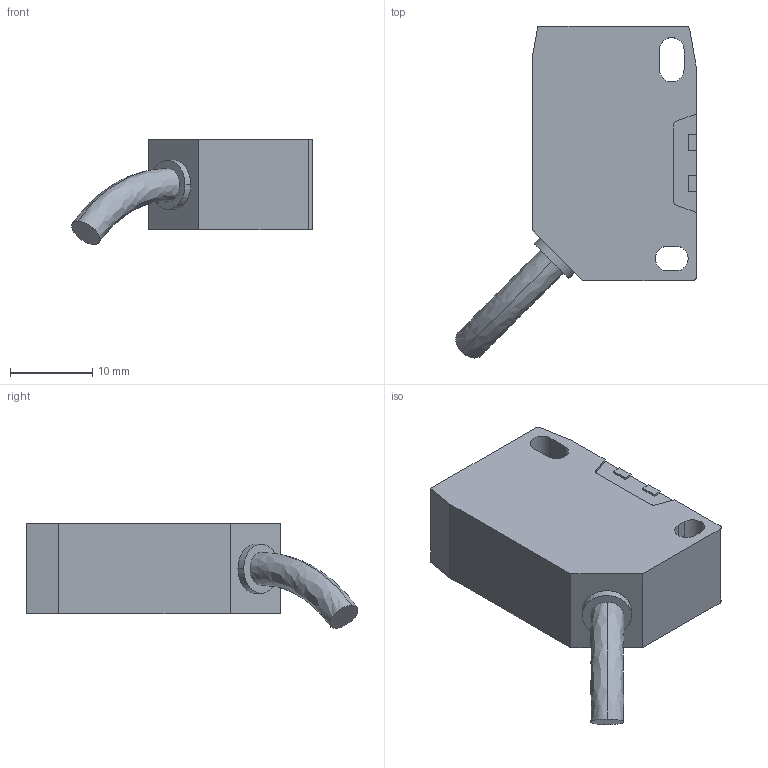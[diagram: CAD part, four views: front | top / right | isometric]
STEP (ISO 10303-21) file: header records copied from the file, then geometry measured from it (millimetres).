
FILE_DESCRIPTION (( 'STEP AP214' ), '1' );
FILE_NAME ('FERHD-0P-0A.step', '2018-04-12T22:05:39', ( '' ), ( '' ), 'SwSTEP 2.0', 'SolidWorks 2017', '' );
FILE_SCHEMA (( 'AUTOMOTIVE_DESIGN' ));
Length unit declared in the file: inch
Products named in the file (1): FERHD-0P-0A
Bounding box: 29.3 x 40.4 x 12.77 mm (x, y, z)
Volume: 6514.6 mm3; surface area: 2714.4 mm2
Topology: 1 solids, 1 shells, 54 faces, 150 edges, 100 vertices
Faces by surface type: plane 39, cylinder 13, bspline 2
Entity records: 1894 total; most frequent: CARTESIAN_POINT 445, ORIENTED_EDGE 300, DIRECTION 280, EDGE_CURVE 150, VECTOR 118, LINE 118, VERTEX_POINT 100, AXIS2_PLACEMENT_3D 81
